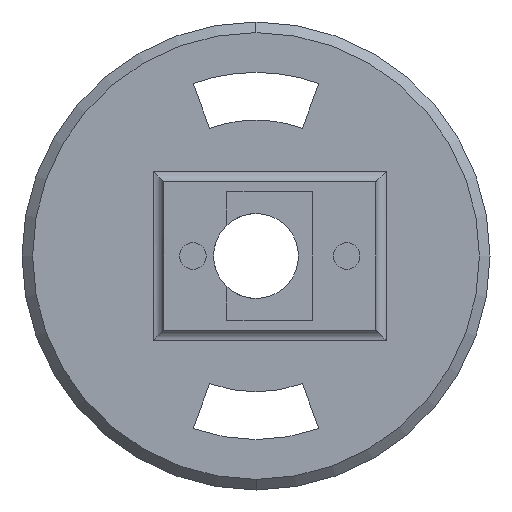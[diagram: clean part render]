
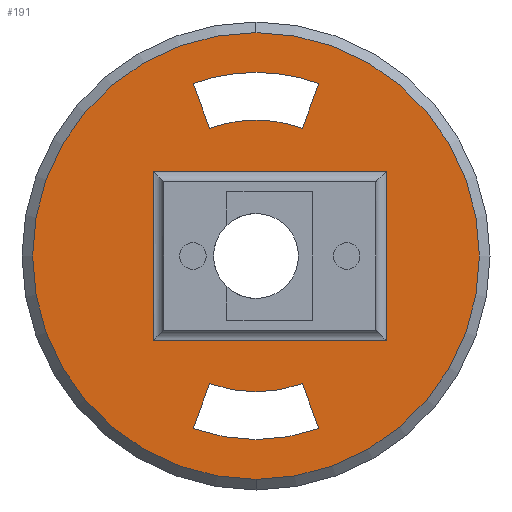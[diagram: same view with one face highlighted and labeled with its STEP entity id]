
A CAD part, left-side view. The second image highlights one B-rep face of the part: STEP entity #191.
In plain terms, the highlighted planar face has unit normal (-1, 0, 0).
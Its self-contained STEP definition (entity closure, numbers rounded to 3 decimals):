
#6 = DIRECTION ( 'NONE',  ( 0., 0., 1. ) ) ;
#7 = EDGE_CURVE ( 'NONE', #327, #1097, #1111, .T. ) ;
#11 = LINE ( 'NONE', #212, #1000 ) ;
#19 = DIRECTION ( 'NONE',  ( 0., 0.342, 0.94 ) ) ;
#25 = LINE ( 'NONE', #871, #447 ) ;
#29 = DIRECTION ( 'NONE',  ( 0., 0., 1. ) ) ;
#30 = CARTESIAN_POINT ( 'NONE',  ( -8., -4.378, 37.028 ) ) ;
#40 = EDGE_LOOP ( 'NONE', ( #587, #1149, #808, #532 ) ) ;
#58 = AXIS2_PLACEMENT_3D ( 'NONE', #523, #1225, #439 ) ;
#67 = CARTESIAN_POINT ( 'NONE',  ( -8., 0., 25. ) ) ;
#71 = AXIS2_PLACEMENT_3D ( 'NONE', #449, #433, #1017 ) ;
#73 = CIRCLE ( 'NONE', #58, 17.3 ) ;
#75 = CARTESIAN_POINT ( 'NONE',  ( -8., 5.917, 41.256 ) ) ;
#79 = EDGE_CURVE ( 'NONE', #1077, #1116, #700, .T. ) ;
#80 = ORIENTED_EDGE ( 'NONE', *, *, #863, .T. ) ;
#82 = CARTESIAN_POINT ( 'NONE',  ( -8., 0., 25. ) ) ;
#84 = CARTESIAN_POINT ( 'NONE',  ( -8., 0., 25. ) ) ;
#87 = AXIS2_PLACEMENT_3D ( 'NONE', #84, #456, #753 ) ;
#96 = EDGE_CURVE ( 'NONE', #1116, #113, #713, .T. ) ;
#104 = ORIENTED_EDGE ( 'NONE', *, *, #96, .F. ) ;
#112 = DIRECTION ( 'NONE',  ( 0., 1., 0. ) ) ;
#113 = VERTEX_POINT ( 'NONE', #1197 ) ;
#157 = LINE ( 'NONE', #913, #1191 ) ;
#167 = VERTEX_POINT ( 'NONE', #495 ) ;
#178 = EDGE_CURVE ( 'NONE', #167, #1077, #993, .T. ) ;
#189 = CARTESIAN_POINT ( 'NONE',  ( -8., 5.917, 8.744 ) ) ;
#190 = EDGE_LOOP ( 'NONE', ( #790, #300 ) ) ;
#191 = ADVANCED_FACE ( 'NONE', ( #811, #427, #422, #637 ), #821, .T. ) ;
#196 = AXIS2_PLACEMENT_3D ( 'NONE', #1176, #1087, #29 ) ;
#199 = VERTEX_POINT ( 'NONE', #632 ) ;
#208 = DIRECTION ( 'NONE',  ( 1., 0., 0. ) ) ;
#212 = CARTESIAN_POINT ( 'NONE',  ( -8., -12.3, 25. ) ) ;
#240 = ORIENTED_EDGE ( 'NONE', *, *, #79, .F. ) ;
#241 = VECTOR ( 'NONE', #799, 1000. ) ;
#251 = DIRECTION ( 'NONE',  ( -1., 0., 0. ) ) ;
#271 = CARTESIAN_POINT ( 'NONE',  ( -8., 4.378, 37.028 ) ) ;
#273 = ORIENTED_EDGE ( 'NONE', *, *, #178, .F. ) ;
#277 = DIRECTION ( 'NONE',  ( 0., 0.342, -0.94 ) ) ;
#282 = DIRECTION ( 'NONE',  ( 0., 0., 1. ) ) ;
#287 = EDGE_CURVE ( 'NONE', #1139, #386, #381, .T. ) ;
#300 = ORIENTED_EDGE ( 'NONE', *, *, #650, .T. ) ;
#327 = VERTEX_POINT ( 'NONE', #189 ) ;
#338 = AXIS2_PLACEMENT_3D ( 'NONE', #1113, #251, #626 ) ;
#353 = CARTESIAN_POINT ( 'NONE',  ( -8., 0., 33. ) ) ;
#364 = DIRECTION ( 'NONE',  ( -1., 0., 0. ) ) ;
#366 = EDGE_LOOP ( 'NONE', ( #1193, #1092, #80, #1222 ) ) ;
#381 = CIRCLE ( 'NONE', #1096, 12.8 ) ;
#386 = VERTEX_POINT ( 'NONE', #643 ) ;
#404 = EDGE_CURVE ( 'NONE', #621, #723, #951, .T. ) ;
#422 = FACE_BOUND ( 'NONE', #40, .T. ) ;
#427 = FACE_BOUND ( 'NONE', #959, .T. ) ;
#430 = DIRECTION ( 'NONE',  ( 0., 0., 1. ) ) ;
#433 = DIRECTION ( 'NONE',  ( -1., 0., 0. ) ) ;
#435 = VECTOR ( 'NONE', #670, 1000. ) ;
#439 = DIRECTION ( 'NONE',  ( 0., 0., 1. ) ) ;
#447 = VECTOR ( 'NONE', #19, 1000. ) ;
#449 = CARTESIAN_POINT ( 'NONE',  ( -8., 0., 25. ) ) ;
#456 = DIRECTION ( 'NONE',  ( -1., 0., 0. ) ) ;
#460 = CARTESIAN_POINT ( 'NONE',  ( -8., -4.378, 37.028 ) ) ;
#479 = VECTOR ( 'NONE', #277, 1000. ) ;
#490 = CARTESIAN_POINT ( 'NONE',  ( -8., -5.917, 8.744 ) ) ;
#494 = DIRECTION ( 'NONE',  ( 0., 0., 1. ) ) ;
#495 = CARTESIAN_POINT ( 'NONE',  ( -8., 0., 42.3 ) ) ;
#523 = CARTESIAN_POINT ( 'NONE',  ( -8., 0., 25. ) ) ;
#532 = ORIENTED_EDGE ( 'NONE', *, *, #810, .F. ) ;
#560 = EDGE_CURVE ( 'NONE', #113, #1238, #1056, .T. ) ;
#573 = VERTEX_POINT ( 'NONE', #1181 ) ;
#585 = CARTESIAN_POINT ( 'NONE',  ( -8., 0., 46.05 ) ) ;
#587 = ORIENTED_EDGE ( 'NONE', *, *, #7, .F. ) ;
#608 = EDGE_CURVE ( 'NONE', #573, #167, #73, .T. ) ;
#621 = VERTEX_POINT ( 'NONE', #1044 ) ;
#626 = DIRECTION ( 'NONE',  ( 0., 0., 1. ) ) ;
#627 = CARTESIAN_POINT ( 'NONE',  ( -8., 0., 25. ) ) ;
#632 = CARTESIAN_POINT ( 'NONE',  ( -8., 0., 3.95 ) ) ;
#637 = FACE_OUTER_BOUND ( 'NONE', #190, .T. ) ;
#643 = CARTESIAN_POINT ( 'NONE',  ( -8., 4.378, 12.972 ) ) ;
#647 = VERTEX_POINT ( 'NONE', #1142 ) ;
#650 = EDGE_CURVE ( 'NONE', #1206, #199, #1030, .T. ) ;
#661 = AXIS2_PLACEMENT_3D ( 'NONE', #627, #1220, #1120 ) ;
#670 = DIRECTION ( 'NONE',  ( 0., -1., 0. ) ) ;
#673 = DIRECTION ( 'NONE',  ( 0., 0., -1. ) ) ;
#700 = LINE ( 'NONE', #890, #241 ) ;
#713 = CIRCLE ( 'NONE', #196, 12.8 ) ;
#723 = VERTEX_POINT ( 'NONE', #940 ) ;
#731 = DIRECTION ( 'NONE',  ( 0., -0.342, 0.94 ) ) ;
#753 = DIRECTION ( 'NONE',  ( 0., 0., 1. ) ) ;
#774 = CARTESIAN_POINT ( 'NONE',  ( -8., 0., 17. ) ) ;
#790 = ORIENTED_EDGE ( 'NONE', *, *, #1024, .T. ) ;
#799 = DIRECTION ( 'NONE',  ( 0., -0.342, -0.94 ) ) ;
#800 = VECTOR ( 'NONE', #112, 1000. ) ;
#801 = EDGE_CURVE ( 'NONE', #723, #647, #11, .T. ) ;
#808 = ORIENTED_EDGE ( 'NONE', *, *, #287, .F. ) ;
#810 = EDGE_CURVE ( 'NONE', #1097, #1139, #25, .T. ) ;
#811 = FACE_BOUND ( 'NONE', #366, .T. ) ;
#821 = PLANE ( 'NONE',  #661 ) ;
#830 = CARTESIAN_POINT ( 'NONE',  ( -8., 4.378, 12.972 ) ) ;
#832 = DIRECTION ( 'NONE',  ( 1., 0., 0. ) ) ;
#836 = LINE ( 'NONE', #830, #479 ) ;
#840 = CIRCLE ( 'NONE', #338, 21.05 ) ;
#858 = ORIENTED_EDGE ( 'NONE', *, *, #1117, .F. ) ;
#863 = EDGE_CURVE ( 'NONE', #647, #1211, #968, .T. ) ;
#871 = CARTESIAN_POINT ( 'NONE',  ( -8., -4.378, 12.972 ) ) ;
#890 = CARTESIAN_POINT ( 'NONE',  ( -8., 4.378, 37.028 ) ) ;
#913 = CARTESIAN_POINT ( 'NONE',  ( -8., 9.7, 25. ) ) ;
#917 = EDGE_CURVE ( 'NONE', #1211, #621, #157, .T. ) ;
#927 = LINE ( 'NONE', #460, #1089 ) ;
#939 = CARTESIAN_POINT ( 'NONE',  ( -8., -4.378, 12.972 ) ) ;
#940 = CARTESIAN_POINT ( 'NONE',  ( -8., -12.3, 33. ) ) ;
#951 = LINE ( 'NONE', #353, #435 ) ;
#959 = EDGE_LOOP ( 'NONE', ( #1035, #858, #1065, #104, #240, #273 ) ) ;
#968 = LINE ( 'NONE', #774, #800 ) ;
#993 = CIRCLE ( 'NONE', #71, 17.3 ) ;
#998 = AXIS2_PLACEMENT_3D ( 'NONE', #1066, #208, #494 ) ;
#1000 = VECTOR ( 'NONE', #673, 1000. ) ;
#1017 = DIRECTION ( 'NONE',  ( 0., 0., 1. ) ) ;
#1024 = EDGE_CURVE ( 'NONE', #199, #1206, #840, .T. ) ;
#1030 = CIRCLE ( 'NONE', #1134, 21.05 ) ;
#1035 = ORIENTED_EDGE ( 'NONE', *, *, #608, .F. ) ;
#1044 = CARTESIAN_POINT ( 'NONE',  ( -8., 9.7, 33. ) ) ;
#1056 = CIRCLE ( 'NONE', #998, 12.8 ) ;
#1065 = ORIENTED_EDGE ( 'NONE', *, *, #560, .F. ) ;
#1066 = CARTESIAN_POINT ( 'NONE',  ( -8., 0., 25. ) ) ;
#1077 = VERTEX_POINT ( 'NONE', #75 ) ;
#1081 = CARTESIAN_POINT ( 'NONE',  ( -8., 9.7, 17. ) ) ;
#1082 = EDGE_CURVE ( 'NONE', #386, #327, #836, .T. ) ;
#1087 = DIRECTION ( 'NONE',  ( 1., 0., 0. ) ) ;
#1089 = VECTOR ( 'NONE', #731, 1000. ) ;
#1092 = ORIENTED_EDGE ( 'NONE', *, *, #801, .T. ) ;
#1096 = AXIS2_PLACEMENT_3D ( 'NONE', #67, #832, #6 ) ;
#1097 = VERTEX_POINT ( 'NONE', #490 ) ;
#1111 = CIRCLE ( 'NONE', #87, 17.3 ) ;
#1113 = CARTESIAN_POINT ( 'NONE',  ( -8., 0., 25. ) ) ;
#1116 = VERTEX_POINT ( 'NONE', #271 ) ;
#1117 = EDGE_CURVE ( 'NONE', #1238, #573, #927, .T. ) ;
#1120 = DIRECTION ( 'NONE',  ( 0., 0., 1. ) ) ;
#1134 = AXIS2_PLACEMENT_3D ( 'NONE', #82, #364, #282 ) ;
#1139 = VERTEX_POINT ( 'NONE', #939 ) ;
#1142 = CARTESIAN_POINT ( 'NONE',  ( -8., -12.3, 17. ) ) ;
#1149 = ORIENTED_EDGE ( 'NONE', *, *, #1082, .F. ) ;
#1176 = CARTESIAN_POINT ( 'NONE',  ( -8., 0., 25. ) ) ;
#1181 = CARTESIAN_POINT ( 'NONE',  ( -8., -5.917, 41.256 ) ) ;
#1191 = VECTOR ( 'NONE', #430, 1000. ) ;
#1193 = ORIENTED_EDGE ( 'NONE', *, *, #404, .T. ) ;
#1197 = CARTESIAN_POINT ( 'NONE',  ( -8., 0., 37.8 ) ) ;
#1206 = VERTEX_POINT ( 'NONE', #585 ) ;
#1211 = VERTEX_POINT ( 'NONE', #1081 ) ;
#1220 = DIRECTION ( 'NONE',  ( -1., 0., 0. ) ) ;
#1222 = ORIENTED_EDGE ( 'NONE', *, *, #917, .T. ) ;
#1225 = DIRECTION ( 'NONE',  ( -1., 0., 0. ) ) ;
#1238 = VERTEX_POINT ( 'NONE', #30 ) ;
